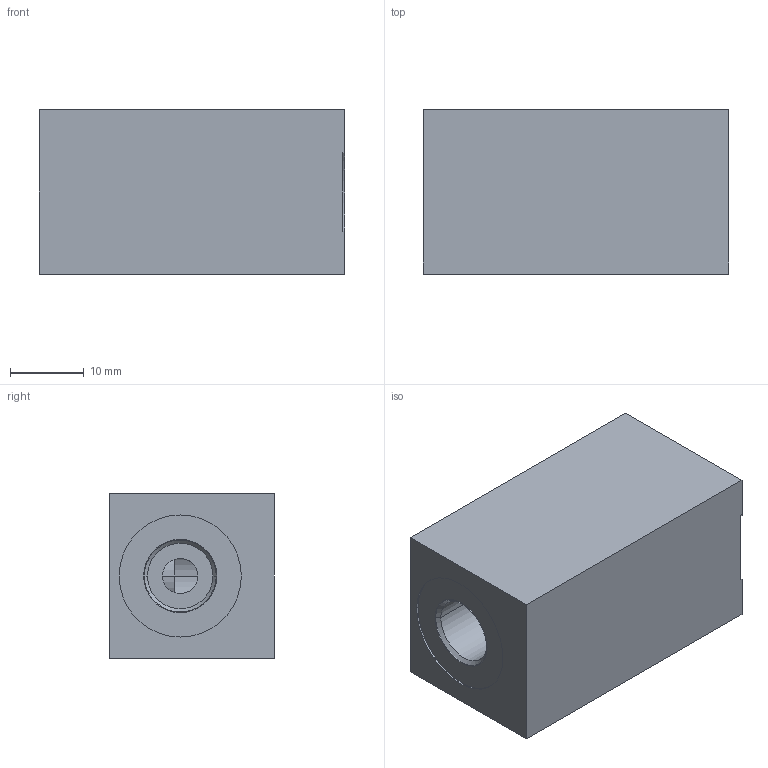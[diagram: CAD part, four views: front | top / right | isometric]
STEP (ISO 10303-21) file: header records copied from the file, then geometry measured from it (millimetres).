
FILE_DESCRIPTION((''),'2;1');
FILE_NAME('ILCM43194100','2018-10-12T',('als'),(''),'PRO/ENGINEER BY PARAMETRIC TECHNOLOGY CORPORATION, 2013320','PRO/ENGINEER BY PARAMETRIC TECHNOLOGY CORPORATION, 2013320','');
FILE_SCHEMA(('AUTOMOTIVE_DESIGN { 1 0 10303 214 1 1 1 1 }'));
Length unit declared in the file: inch
Products named in the file (1): ILCM43194100
Bounding box: 41.27 x 22.23 x 22.23 mm (x, y, z)
Volume: 17510.4 mm3; surface area: 6777 mm2
Topology: 1 solids, 4 shells, 202 faces, 541 edges, 358 vertices
Faces by surface type: plane 171, cylinder 23, cone 8
Entity records: 8252 total; most frequent: CARTESIAN_POINT 1191, ORIENTED_EDGE 1066, DIRECTION 993, PRESENTATION_STYLE_ASSIGNMENT 563, STYLED_ITEM 543, CURVE_STYLE 539, EDGE_CURVE 539, VECTOR 479
